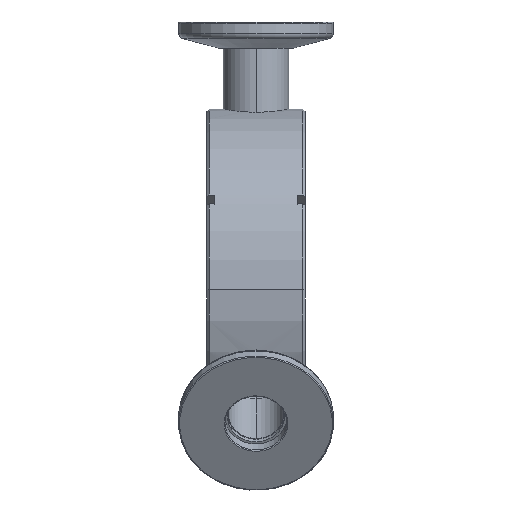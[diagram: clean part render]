
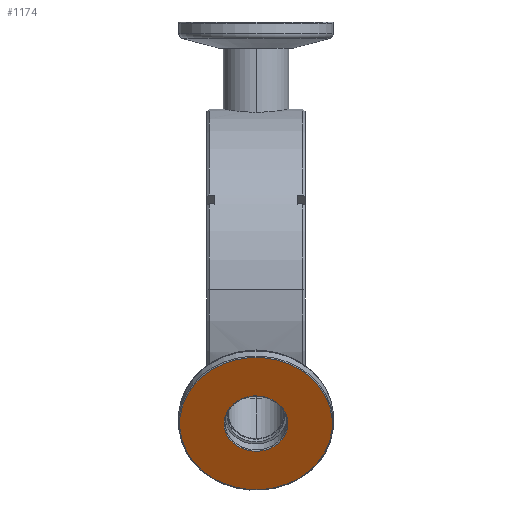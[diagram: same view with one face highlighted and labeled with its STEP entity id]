
A CAD part, left-side view. The second image highlights one B-rep face of the part: STEP entity #1174.
In plain terms, the highlighted face is planar.
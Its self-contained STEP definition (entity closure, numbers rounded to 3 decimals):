
#46 = VERTEX_POINT ( 'NONE', #885 ) ;
#122 = AXIS2_PLACEMENT_3D ( 'NONE', #225, #2475, #542 ) ;
#194 = EDGE_CURVE ( 'NONE', #46, #3510, #1625, .T. ) ;
#225 = CARTESIAN_POINT ( 'NONE',  ( 0., 0., 0. ) ) ;
#255 = DIRECTION ( 'NONE',  ( 0., -1., 0. ) ) ;
#375 = AXIS2_PLACEMENT_3D ( 'NONE', #681, #2923, #1018 ) ;
#426 = EDGE_LOOP ( 'NONE', ( #3742, #2161 ) ) ;
#533 = AXIS2_PLACEMENT_3D ( 'NONE', #3136, #3184, #3380 ) ;
#542 = DIRECTION ( 'NONE',  ( 0., 0., 1. ) ) ;
#681 = CARTESIAN_POINT ( 'NONE',  ( 0., 0., 0. ) ) ;
#885 = CARTESIAN_POINT ( 'NONE',  ( 0., 0., -14.8 ) ) ;
#1018 = DIRECTION ( 'NONE',  ( 0., 0., 1. ) ) ;
#1174 = ADVANCED_FACE ( 'NONE', ( #2407, #1546 ), #2333, .F. ) ;
#1360 = VERTEX_POINT ( 'NONE', #1809 ) ;
#1415 = DIRECTION ( 'NONE',  ( 0., 0., 1. ) ) ;
#1546 = FACE_BOUND ( 'NONE', #1759, .T. ) ;
#1625 = CIRCLE ( 'NONE', #533, 14.8 ) ;
#1690 = DIRECTION ( 'NONE',  ( 0., 1., 0. ) ) ;
#1759 = EDGE_LOOP ( 'NONE', ( #3652, #2904 ) ) ;
#1809 = CARTESIAN_POINT ( 'NONE',  ( 0., 0., 6.2 ) ) ;
#1837 = CIRCLE ( 'NONE', #122, 6.2 ) ;
#2043 = EDGE_CURVE ( 'NONE', #3971, #1360, #2189, .T. ) ;
#2161 = ORIENTED_EDGE ( 'NONE', *, *, #194, .T. ) ;
#2171 = CARTESIAN_POINT ( 'NONE',  ( 0., 0., 0. ) ) ;
#2189 = CIRCLE ( 'NONE', #375, 6.2 ) ;
#2333 = PLANE ( 'NONE',  #2695 ) ;
#2363 = EDGE_CURVE ( 'NONE', #3510, #46, #3055, .T. ) ;
#2401 = CARTESIAN_POINT ( 'NONE',  ( 0., 0., 14.8 ) ) ;
#2407 = FACE_OUTER_BOUND ( 'NONE', #426, .T. ) ;
#2445 = EDGE_CURVE ( 'NONE', #1360, #3971, #1837, .T. ) ;
#2475 = DIRECTION ( 'NONE',  ( 0., 1., 0. ) ) ;
#2500 = DIRECTION ( 'NONE',  ( 0., 0., 1. ) ) ;
#2646 = CARTESIAN_POINT ( 'NONE',  ( -6., 0., 0. ) ) ;
#2695 = AXIS2_PLACEMENT_3D ( 'NONE', #2646, #1690, #1415 ) ;
#2774 = CARTESIAN_POINT ( 'NONE',  ( 0., 0., -6.2 ) ) ;
#2904 = ORIENTED_EDGE ( 'NONE', *, *, #2445, .T. ) ;
#2923 = DIRECTION ( 'NONE',  ( 0., 1., 0. ) ) ;
#3055 = CIRCLE ( 'NONE', #3817, 14.8 ) ;
#3136 = CARTESIAN_POINT ( 'NONE',  ( 0., 0., 0. ) ) ;
#3184 = DIRECTION ( 'NONE',  ( 0., -1., 0. ) ) ;
#3380 = DIRECTION ( 'NONE',  ( 0., 0., 1. ) ) ;
#3510 = VERTEX_POINT ( 'NONE', #2401 ) ;
#3652 = ORIENTED_EDGE ( 'NONE', *, *, #2043, .T. ) ;
#3742 = ORIENTED_EDGE ( 'NONE', *, *, #2363, .T. ) ;
#3817 = AXIS2_PLACEMENT_3D ( 'NONE', #2171, #255, #2500 ) ;
#3971 = VERTEX_POINT ( 'NONE', #2774 ) ;
